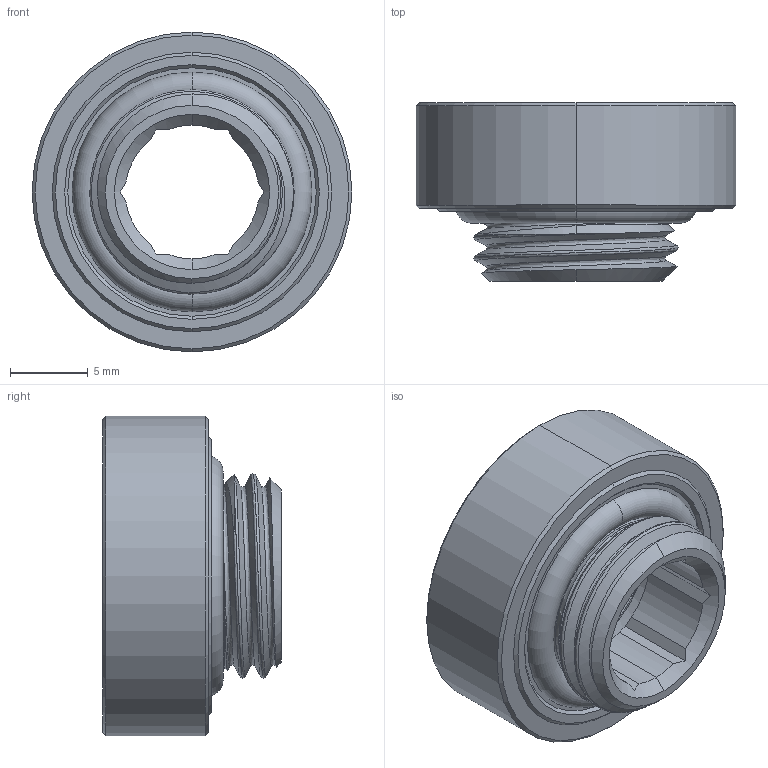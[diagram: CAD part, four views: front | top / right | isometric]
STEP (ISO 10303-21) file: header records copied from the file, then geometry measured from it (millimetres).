
FILE_DESCRIPTION (( 'STEP AP203' ), '1' );
FILE_NAME ('TG-DM-FIT-0005 DeltaMate Extender - MF7 Black.STEP', '2025-07-31T12:05:31', ( '' ), ( '' ), 'SwSTEP 2.0', 'SolidWorks 2024', '' );
FILE_SCHEMA (( 'CONFIG_CONTROL_DESIGN' ));
Length unit declared in the file: millimetre
Products named in the file (1): TG-DM-FIT-0005 DeltaMate Extender - MF7 Black
Bounding box: 20.6 x 11.5 x 20.6 mm (x, y, z)
Volume: 1866.2 mm3; surface area: 1715.1 mm2
Topology: 1 solids, 1 shells, 77 faces, 199 edges, 128 vertices
Faces by surface type: cylinder 23, plane 20, cone 19, bspline 10, torus 5
Entity records: 5273 total; most frequent: CARTESIAN_POINT 3501, ORIENTED_EDGE 398, DIRECTION 308, EDGE_CURVE 199, AXIS2_PLACEMENT_3D 128, VERTEX_POINT 128, EDGE_LOOP 83, FACE_OUTER_BOUND 77
